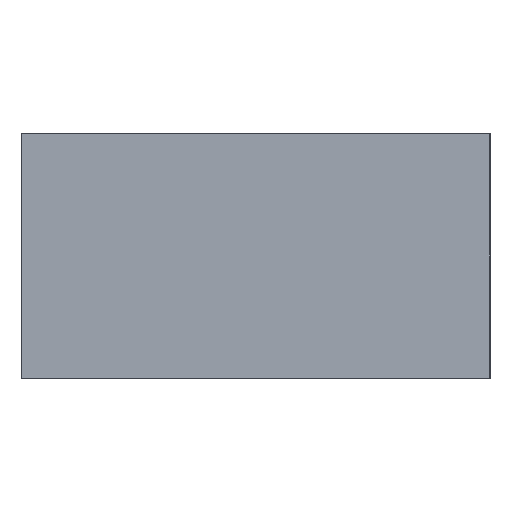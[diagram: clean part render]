
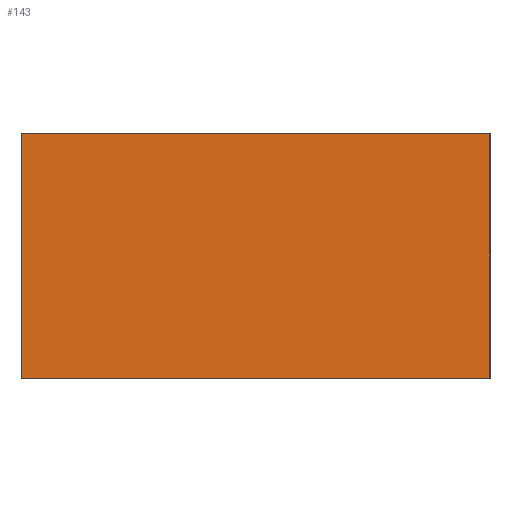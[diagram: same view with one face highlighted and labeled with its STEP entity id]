
A CAD part, left-side view. The second image highlights one B-rep face of the part: STEP entity #143.
In plain terms, the highlighted planar face has unit normal (-1, 0, 0).
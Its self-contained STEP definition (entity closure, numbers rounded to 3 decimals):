
#18=PLANE('',#167);
#26=FACE_OUTER_BOUND('',#34,.T.);
#34=EDGE_LOOP('',(#120,#121,#122,#123));
#41=LINE('',#223,#57);
#46=LINE('',#232,#62);
#50=LINE('',#241,#66);
#51=LINE('',#242,#67);
#57=VECTOR('',#184,10.);
#62=VECTOR('',#191,10.);
#66=VECTOR('',#199,10.);
#67=VECTOR('',#200,10.);
#76=VERTEX_POINT('',#220);
#77=VERTEX_POINT('',#222);
#80=VERTEX_POINT('',#230);
#83=VERTEX_POINT('',#240);
#89=EDGE_CURVE('',#77,#76,#41,.T.);
#94=EDGE_CURVE('',#80,#76,#46,.T.);
#98=EDGE_CURVE('',#77,#83,#50,.T.);
#99=EDGE_CURVE('',#83,#80,#51,.T.);
#120=ORIENTED_EDGE('',*,*,#98,.F.);
#121=ORIENTED_EDGE('',*,*,#89,.T.);
#122=ORIENTED_EDGE('',*,*,#94,.F.);
#123=ORIENTED_EDGE('',*,*,#99,.F.);
#143=ADVANCED_FACE('',(#26),#18,.T.);
#167=AXIS2_PLACEMENT_3D('',#239,#197,#198);
#184=DIRECTION('',(0.,0.,1.));
#191=DIRECTION('',(0.,-1.,0.));
#197=DIRECTION('center_axis',(-1.,0.,0.));
#198=DIRECTION('ref_axis',(0.,-1.,0.));
#199=DIRECTION('',(0.,1.,0.));
#200=DIRECTION('',(0.,0.,1.));
#220=CARTESIAN_POINT('',(-153.7,-1.5,112.8));
#222=CARTESIAN_POINT('',(-153.7,-1.5,92.2));
#223=CARTESIAN_POINT('',(-153.7,-1.5,0.));
#230=CARTESIAN_POINT('',(-153.7,37.9,112.8));
#232=CARTESIAN_POINT('',(-153.7,-1.5,112.8));
#239=CARTESIAN_POINT('Origin',(-153.7,277.9,0.));
#240=CARTESIAN_POINT('',(-153.7,37.9,92.2));
#241=CARTESIAN_POINT('',(-153.7,-1.5,92.2));
#242=CARTESIAN_POINT('',(-153.7,37.9,0.));
